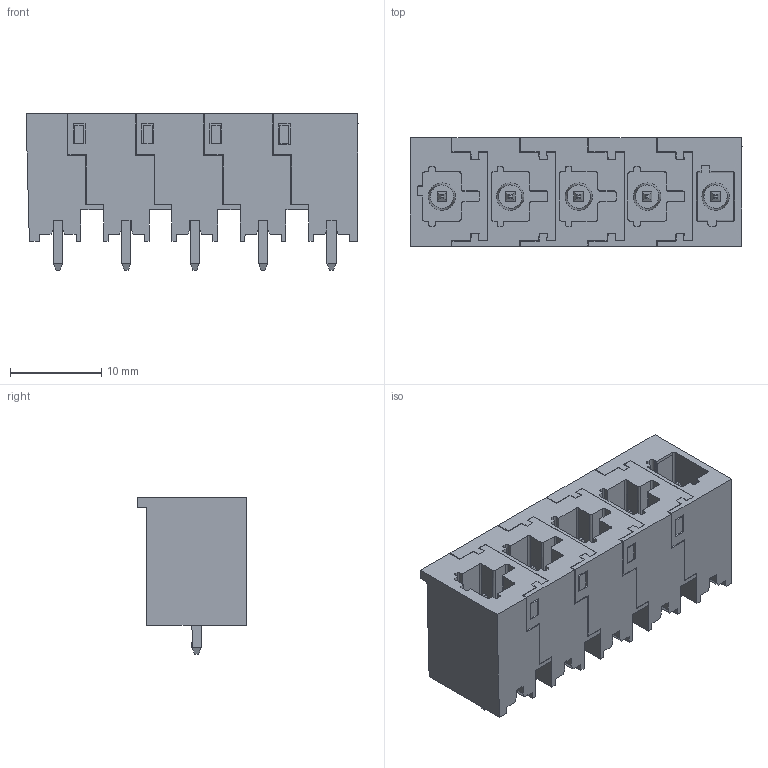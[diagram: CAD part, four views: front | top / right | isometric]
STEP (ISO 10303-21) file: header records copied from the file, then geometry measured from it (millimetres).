
FILE_DESCRIPTION(('CATIA V5 STEP Exchange','CAx-IF Rec.Pracs.--- Model Styling and Organization---1.4--- 2014-01-23'),'2;1');
FILE_NAME ('1361536-2_1_8000078317_8000078317.stp','2022-02-01T09:29:32+00:00',('none'),('Weidmueller'),'CATIA Version 5-6 Release 2016 SP3 HF44','CATIA V5 STEP AP214','none');
FILE_SCHEMA(('AUTOMOTIVE_DESIGN { 1 0 10303 214 1 1 1 1 }'));
Length unit declared in the file: millimetre
Products named in the file (1): 8000078317
Bounding box: 36.4 x 11.9 x 17.15 mm (x, y, z)
Volume: 3799 mm3; surface area: 5898 mm2
Topology: 10 solids, 10 shells, 599 faces, 1675 edges, 1105 vertices
Faces by surface type: plane 516, extrusion 48, cylinder 25, cone 10
Entity records: 20402 total; most frequent: CARTESIAN_POINT 4656, ORIENTED_EDGE 3350, DIRECTION 2703, EDGE_CURVE 1675, VECTOR 1557, LINE 1509, VERTEX_POINT 1105, EDGE_LOOP 634
